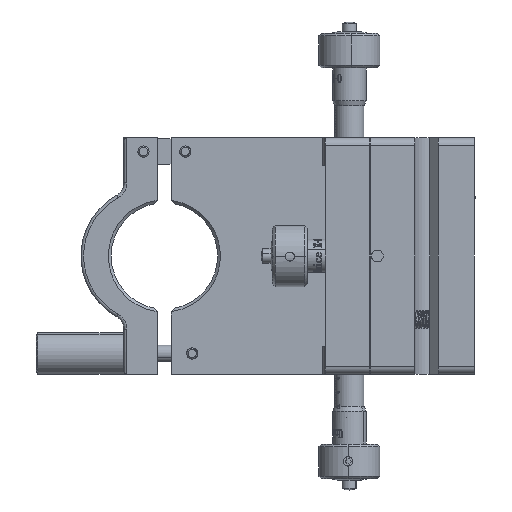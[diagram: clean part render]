
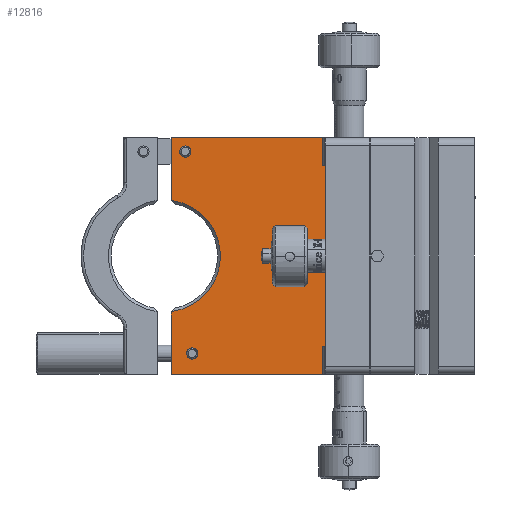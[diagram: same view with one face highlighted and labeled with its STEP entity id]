
A CAD part, left-side view. The second image highlights one B-rep face of the part: STEP entity #12816.
In plain terms, the highlighted planar face has unit normal (-1, 0, 0).
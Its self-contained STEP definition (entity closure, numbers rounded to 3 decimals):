
#126 = ORIENTED_EDGE ( 'NONE', *, *, #18974, .F. ) ;
#321 = FACE_BOUND ( 'NONE', #40893, .T. ) ;
#333 = EDGE_CURVE ( 'NONE', #37460, #31087, #35838, .T. ) ;
#592 = EDGE_CURVE ( 'NONE', #6741, #7876, #750, .T. ) ;
#750 = LINE ( 'NONE', #3927, #33158 ) ;
#1005 = VECTOR ( 'NONE', #32687, 1000. ) ;
#1268 = CIRCLE ( 'NONE', #31510, 2. ) ;
#2083 = VERTEX_POINT ( 'NONE', #48007 ) ;
#3311 = VERTEX_POINT ( 'NONE', #45349 ) ;
#3767 = LINE ( 'NONE', #21276, #37356 ) ;
#3927 = CARTESIAN_POINT ( 'NONE',  ( -40.5, 43.3, -42.5 ) ) ;
#4020 = CIRCLE ( 'NONE', #50679, 20.1 ) ;
#4164 = VERTEX_POINT ( 'NONE', #29409 ) ;
#4502 = CARTESIAN_POINT ( 'NONE',  ( -40.5, 43.3, 42.5 ) ) ;
#5006 = EDGE_CURVE ( 'NONE', #15756, #4164, #54786, .T. ) ;
#6741 = VERTEX_POINT ( 'NONE', #43823 ) ;
#7532 = CARTESIAN_POINT ( 'NONE',  ( -40.5, 100.8, -20.098 ) ) ;
#7876 = VERTEX_POINT ( 'NONE', #4502 ) ;
#9591 = DIRECTION ( 'NONE',  ( -1., 0., 0. ) ) ;
#11419 = CARTESIAN_POINT ( 'NONE',  ( -40.5, 100.8, 20.098 ) ) ;
#12522 = VERTEX_POINT ( 'NONE', #55217 ) ;
#12694 = VECTOR ( 'NONE', #21139, 1000. ) ;
#12816 = ADVANCED_FACE ( 'NONE', ( #35917, #321, #18683 ), #48560, .F. ) ;
#13052 = DIRECTION ( 'NONE',  ( -1., 0., 0. ) ) ;
#13211 = AXIS2_PLACEMENT_3D ( 'NONE', #36585, #9591, #44607 ) ;
#15549 = VECTOR ( 'NONE', #38818, 1000. ) ;
#15756 = VERTEX_POINT ( 'NONE', #51348 ) ;
#16183 = DIRECTION ( 'NONE',  ( 0., 0., -1. ) ) ;
#17543 = CARTESIAN_POINT ( 'NONE',  ( -40.5, 100.8, -42.5 ) ) ;
#17850 = DIRECTION ( 'NONE',  ( 1., 0., 0. ) ) ;
#18462 = AXIS2_PLACEMENT_3D ( 'NONE', #18609, #19190, #36126 ) ;
#18609 = CARTESIAN_POINT ( 'NONE',  ( -40.5, 93.3, -35. ) ) ;
#18683 = FACE_OUTER_BOUND ( 'NONE', #31095, .T. ) ;
#18974 = EDGE_CURVE ( 'NONE', #15756, #3311, #3767, .T. ) ;
#19190 = DIRECTION ( 'NONE',  ( 1., 0., 0. ) ) ;
#19196 = LINE ( 'NONE', #35573, #1005 ) ;
#19293 = ORIENTED_EDGE ( 'NONE', *, *, #5006, .T. ) ;
#20475 = CARTESIAN_POINT ( 'NONE',  ( -40.5, 103.3, 0. ) ) ;
#20550 = EDGE_CURVE ( 'NONE', #30209, #46895, #46857, .T. ) ;
#20576 = CARTESIAN_POINT ( 'NONE',  ( -40.5, 43.3, 42.5 ) ) ;
#21139 = DIRECTION ( 'NONE',  ( 0., 1., 0. ) ) ;
#21276 = CARTESIAN_POINT ( 'NONE',  ( -40.5, 100.8, 96.769 ) ) ;
#21711 = LINE ( 'NONE', #20576, #12694 ) ;
#22267 = CARTESIAN_POINT ( 'NONE',  ( -40.5, 93.3, -33. ) ) ;
#22458 = ORIENTED_EDGE ( 'NONE', *, *, #28347, .T. ) ;
#23514 = EDGE_CURVE ( 'NONE', #34890, #6741, #19196, .T. ) ;
#25557 = AXIS2_PLACEMENT_3D ( 'NONE', #26467, #17850, #44819 ) ;
#25974 = CARTESIAN_POINT ( 'NONE',  ( -40.5, 95.8, 37.5 ) ) ;
#26467 = CARTESIAN_POINT ( 'NONE',  ( -40.5, 143.3, 42.5 ) ) ;
#26813 = CARTESIAN_POINT ( 'NONE',  ( -40.5, 93.3, -37. ) ) ;
#27290 = DIRECTION ( 'NONE',  ( 0., 0., 1. ) ) ;
#28347 = EDGE_CURVE ( 'NONE', #31087, #37460, #43767, .T. ) ;
#29409 = CARTESIAN_POINT ( 'NONE',  ( -40.5, 100.669, 19.927 ) ) ;
#29965 = DIRECTION ( 'NONE',  ( 1., 0., 0. ) ) ;
#30209 = VERTEX_POINT ( 'NONE', #35840 ) ;
#30249 = DIRECTION ( 'NONE',  ( 0., 0., -1. ) ) ;
#31087 = VERTEX_POINT ( 'NONE', #22267 ) ;
#31088 = ORIENTED_EDGE ( 'NONE', *, *, #20550, .T. ) ;
#31095 = EDGE_LOOP ( 'NONE', ( #126, #19293, #44624, #31088, #55643, #48084, #31576, #35608 ) ) ;
#31510 = AXIS2_PLACEMENT_3D ( 'NONE', #25974, #13052, #48354 ) ;
#31576 = ORIENTED_EDGE ( 'NONE', *, *, #592, .T. ) ;
#32554 = CARTESIAN_POINT ( 'NONE',  ( -40.5, 100.8, -20.098 ) ) ;
#32687 = DIRECTION ( 'NONE',  ( 0., -1., 0. ) ) ;
#32964 = DIRECTION ( 'NONE',  ( 0., -0.608, -0.794 ) ) ;
#33158 = VECTOR ( 'NONE', #39523, 1000. ) ;
#33616 = EDGE_CURVE ( 'NONE', #2083, #12522, #1268, .T. ) ;
#34890 = VERTEX_POINT ( 'NONE', #17543 ) ;
#35573 = CARTESIAN_POINT ( 'NONE',  ( -40.5, 43.3, -42.5 ) ) ;
#35608 = ORIENTED_EDGE ( 'NONE', *, *, #55584, .T. ) ;
#35838 = CIRCLE ( 'NONE', #18462, 2. ) ;
#35840 = CARTESIAN_POINT ( 'NONE',  ( -40.5, 100.669, -19.927 ) ) ;
#35917 = FACE_BOUND ( 'NONE', #39642, .T. ) ;
#36126 = DIRECTION ( 'NONE',  ( 0., 0., -1. ) ) ;
#36585 = CARTESIAN_POINT ( 'NONE',  ( -40.5, 95.8, 37.5 ) ) ;
#37356 = VECTOR ( 'NONE', #27290, 1000. ) ;
#37460 = VERTEX_POINT ( 'NONE', #26813 ) ;
#38006 = DIRECTION ( 'NONE',  ( 1., 0., 0. ) ) ;
#38598 = EDGE_CURVE ( 'NONE', #12522, #2083, #40822, .T. ) ;
#38807 = EDGE_CURVE ( 'NONE', #4164, #30209, #4020, .T. ) ;
#38818 = DIRECTION ( 'NONE',  ( 0., 0.608, -0.794 ) ) ;
#39523 = DIRECTION ( 'NONE',  ( 0., 0., 1. ) ) ;
#39598 = CARTESIAN_POINT ( 'NONE',  ( -40.5, 100.8, 96.769 ) ) ;
#39642 = EDGE_LOOP ( 'NONE', ( #43748, #22458 ) ) ;
#40164 = LINE ( 'NONE', #39598, #46402 ) ;
#40339 = EDGE_CURVE ( 'NONE', #34890, #46895, #40164, .T. ) ;
#40822 = CIRCLE ( 'NONE', #13211, 2. ) ;
#40893 = EDGE_LOOP ( 'NONE', ( #51177, #52008 ) ) ;
#42844 = VECTOR ( 'NONE', #32964, 1000. ) ;
#43748 = ORIENTED_EDGE ( 'NONE', *, *, #333, .T. ) ;
#43767 = CIRCLE ( 'NONE', #51117, 2. ) ;
#43823 = CARTESIAN_POINT ( 'NONE',  ( -40.5, 43.3, -42.5 ) ) ;
#43905 = DIRECTION ( 'NONE',  ( 0., 0., 1. ) ) ;
#44607 = DIRECTION ( 'NONE',  ( 0., 0., 1. ) ) ;
#44624 = ORIENTED_EDGE ( 'NONE', *, *, #38807, .T. ) ;
#44819 = DIRECTION ( 'NONE',  ( 0., 0., -1. ) ) ;
#45349 = CARTESIAN_POINT ( 'NONE',  ( -40.5, 100.8, 42.5 ) ) ;
#46402 = VECTOR ( 'NONE', #43905, 1000. ) ;
#46857 = LINE ( 'NONE', #7532, #15549 ) ;
#46895 = VERTEX_POINT ( 'NONE', #32554 ) ;
#48007 = CARTESIAN_POINT ( 'NONE',  ( -40.5, 95.8, 39.5 ) ) ;
#48084 = ORIENTED_EDGE ( 'NONE', *, *, #23514, .T. ) ;
#48354 = DIRECTION ( 'NONE',  ( 0., 0., 1. ) ) ;
#48560 = PLANE ( 'NONE',  #25557 ) ;
#50679 = AXIS2_PLACEMENT_3D ( 'NONE', #20475, #38006, #16183 ) ;
#51117 = AXIS2_PLACEMENT_3D ( 'NONE', #51780, #29965, #30249 ) ;
#51177 = ORIENTED_EDGE ( 'NONE', *, *, #33616, .F. ) ;
#51348 = CARTESIAN_POINT ( 'NONE',  ( -40.5, 100.8, 20.098 ) ) ;
#51780 = CARTESIAN_POINT ( 'NONE',  ( -40.5, 93.3, -35. ) ) ;
#52008 = ORIENTED_EDGE ( 'NONE', *, *, #38598, .F. ) ;
#54786 = LINE ( 'NONE', #11419, #42844 ) ;
#55217 = CARTESIAN_POINT ( 'NONE',  ( -40.5, 95.8, 35.5 ) ) ;
#55584 = EDGE_CURVE ( 'NONE', #7876, #3311, #21711, .T. ) ;
#55643 = ORIENTED_EDGE ( 'NONE', *, *, #40339, .F. ) ;
